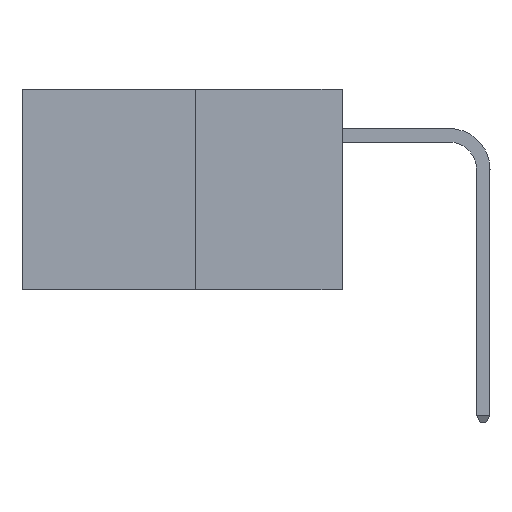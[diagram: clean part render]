
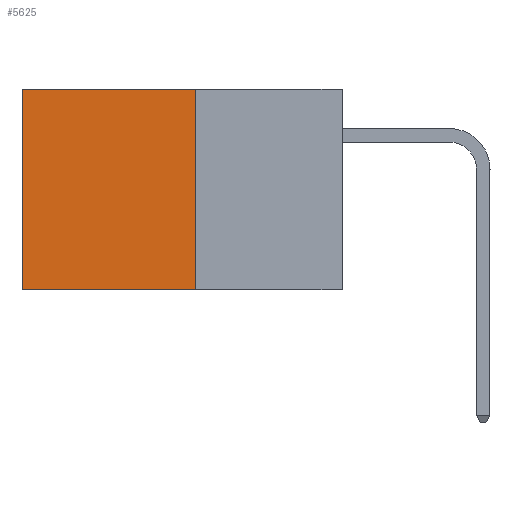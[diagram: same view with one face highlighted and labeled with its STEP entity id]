
A CAD part, left-side view. The second image highlights one B-rep face of the part: STEP entity #5625.
In plain terms, the highlighted planar face has unit normal (-1, 0, 0).
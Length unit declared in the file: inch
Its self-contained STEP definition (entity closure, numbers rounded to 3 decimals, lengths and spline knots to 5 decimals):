
#525 = ORIENTED_EDGE ( 'NONE', *, *, #24121, .T. ) ;
#1158 = DIRECTION ( 'NONE',  ( 0., 0., -1. ) ) ;
#1824 = EDGE_CURVE ( 'NONE', #2327, #19923, #4765, .T. ) ;
#1914 = CARTESIAN_POINT ( 'NONE',  ( 0.277, 0.27, -0.37 ) ) ;
#2327 = VERTEX_POINT ( 'NONE', #9756 ) ;
#2611 = CARTESIAN_POINT ( 'NONE',  ( 0.277, 0.27, -0.37 ) ) ;
#3518 = DIRECTION ( 'NONE',  ( 0., 1., 0. ) ) ;
#3621 = ORIENTED_EDGE ( 'NONE', *, *, #9940, .T. ) ;
#4007 = DIRECTION ( 'NONE',  ( 0., 1., 0. ) ) ;
#4608 = VECTOR ( 'NONE', #5824, 39.37008 ) ;
#4765 = LINE ( 'NONE', #1914, #15025 ) ;
#4961 = CARTESIAN_POINT ( 'NONE',  ( 0.277, 0.27, 0. ) ) ;
#5625 = ADVANCED_FACE ( 'NONE', ( #23783 ), #11357, .F. ) ;
#5824 = DIRECTION ( 'NONE',  ( 0., 0., -1. ) ) ;
#6778 = VERTEX_POINT ( 'NONE', #24931 ) ;
#7048 = CARTESIAN_POINT ( 'NONE',  ( 0.277, 0.59, -0.37 ) ) ;
#7890 = CARTESIAN_POINT ( 'NONE',  ( 0.277, 0.59, -0.37 ) ) ;
#9412 = LINE ( 'NONE', #2611, #25602 ) ;
#9649 = ORIENTED_EDGE ( 'NONE', *, *, #23697, .F. ) ;
#9756 = CARTESIAN_POINT ( 'NONE',  ( 0.277, 0.27, -0.37 ) ) ;
#9766 = VERTEX_POINT ( 'NONE', #4961 ) ;
#9940 = EDGE_CURVE ( 'NONE', #9766, #6778, #24487, .T. ) ;
#11325 = LINE ( 'NONE', #7890, #4608 ) ;
#11357 = PLANE ( 'NONE',  #18343 ) ;
#12688 = ORIENTED_EDGE ( 'NONE', *, *, #1824, .F. ) ;
#12846 = DIRECTION ( 'NONE',  ( 0., 0., -1. ) ) ;
#13433 = DIRECTION ( 'NONE',  ( 1., 0., 0. ) ) ;
#13725 = CARTESIAN_POINT ( 'NONE',  ( 0.277, 0.27, 0. ) ) ;
#14375 = VECTOR ( 'NONE', #3518, 39.37008 ) ;
#15025 = VECTOR ( 'NONE', #4007, 39.37008 ) ;
#18343 = AXIS2_PLACEMENT_3D ( 'NONE', #25509, #13433, #1158 ) ;
#19923 = VERTEX_POINT ( 'NONE', #7048 ) ;
#23697 = EDGE_CURVE ( 'NONE', #9766, #2327, #9412, .T. ) ;
#23783 = FACE_OUTER_BOUND ( 'NONE', #25571, .T. ) ;
#24121 = EDGE_CURVE ( 'NONE', #6778, #19923, #11325, .T. ) ;
#24487 = LINE ( 'NONE', #13725, #14375 ) ;
#24931 = CARTESIAN_POINT ( 'NONE',  ( 0.277, 0.59, 0. ) ) ;
#25509 = CARTESIAN_POINT ( 'NONE',  ( 0.277, 0.27, -0.37 ) ) ;
#25571 = EDGE_LOOP ( 'NONE', ( #525, #12688, #9649, #3621 ) ) ;
#25602 = VECTOR ( 'NONE', #12846, 39.37008 ) ;
